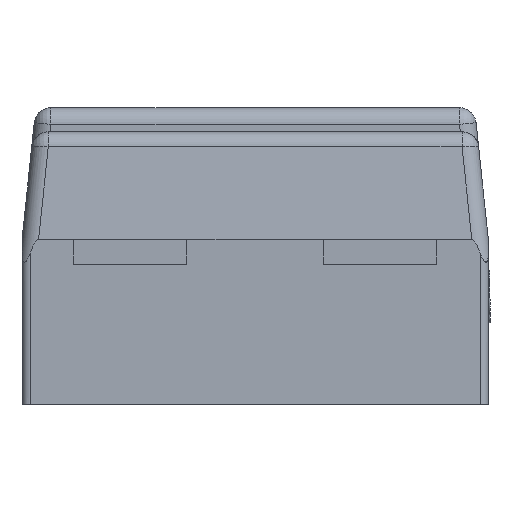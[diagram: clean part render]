
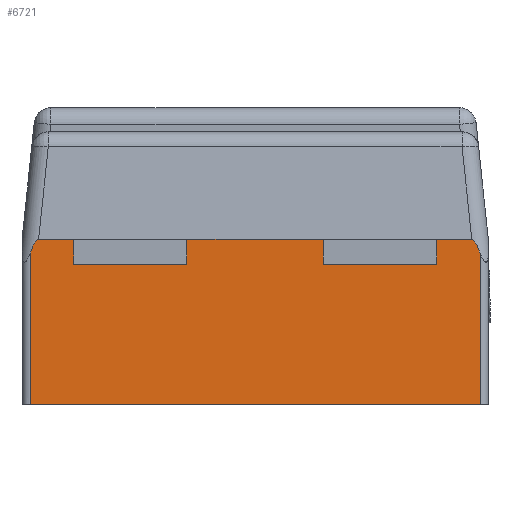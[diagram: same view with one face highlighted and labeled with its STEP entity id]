
A CAD part, left-side view. The second image highlights one B-rep face of the part: STEP entity #6721.
In plain terms, the highlighted planar face has unit normal (-1, 0, 0).
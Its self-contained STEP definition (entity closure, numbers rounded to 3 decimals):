
#145 = VERTEX_POINT ( 'NONE', #2215 ) ;
#147 = LINE ( 'NONE', #306, #752 ) ;
#302 = LINE ( 'NONE', #9882, #10101 ) ;
#306 = CARTESIAN_POINT ( 'NONE',  ( -1.6, -0.405, 0. ) ) ;
#432 = EDGE_CURVE ( 'NONE', #9435, #5370, #5367, .T. ) ;
#536 = DIRECTION ( 'NONE',  ( 0., 0., -1. ) ) ;
#752 = VECTOR ( 'NONE', #1157, 1000. ) ;
#802 = CARTESIAN_POINT ( 'NONE',  ( -1.6, 0.415, -0.15 ) ) ;
#1062 = DIRECTION ( 'NONE',  ( 0., 0., -1. ) ) ;
#1110 = CARTESIAN_POINT ( 'NONE',  ( -1.6, -0.405, 0. ) ) ;
#1157 = DIRECTION ( 'NONE',  ( 0., 0., -1. ) ) ;
#1236 = VERTEX_POINT ( 'NONE', #5761 ) ;
#1348 = VERTEX_POINT ( 'NONE', #11280 ) ;
#1403 = EDGE_CURVE ( 'NONE', #9435, #9192, #15245, .T. ) ;
#1499 = VERTEX_POINT ( 'NONE', #3718 ) ;
#1768 = CARTESIAN_POINT ( 'NONE',  ( -1.6, -1.085, -0.15 ) ) ;
#2089 = CARTESIAN_POINT ( 'NONE',  ( -1.6, 1.355, -0.99 ) ) ;
#2212 = CARTESIAN_POINT ( 'NONE',  ( -1.6, 1.355, -0.083 ) ) ;
#2215 = CARTESIAN_POINT ( 'NONE',  ( -1.6, -1.345, -0.99 ) ) ;
#3194 = CARTESIAN_POINT ( 'NONE',  ( -1.6, -1.31, 0. ) ) ;
#3232 = CARTESIAN_POINT ( 'NONE',  ( -1.6, 1.355, -0.99 ) ) ;
#3286 = VECTOR ( 'NONE', #12465, 1000. ) ;
#3324 = VERTEX_POINT ( 'NONE', #5872 ) ;
#3361 = CARTESIAN_POINT ( 'NONE',  ( -1.6, -1.085, 0. ) ) ;
#3364 = LINE ( 'NONE', #4593, #15270 ) ;
#3511 = EDGE_CURVE ( 'NONE', #5370, #7100, #147, .T. ) ;
#3522 = ORIENTED_EDGE ( 'NONE', *, *, #10624, .T. ) ;
#3718 = CARTESIAN_POINT ( 'NONE',  ( -1.6, -1.085, -0.15 ) ) ;
#4057 = CARTESIAN_POINT ( 'NONE',  ( -1.6, -1.326, -0.028 ) ) ;
#4318 = DIRECTION ( 'NONE',  ( 0., 1., 0. ) ) ;
#4444 = FACE_OUTER_BOUND ( 'NONE', #7900, .T. ) ;
#4593 = CARTESIAN_POINT ( 'NONE',  ( -1.6, -1.345, -0.99 ) ) ;
#4637 = ORIENTED_EDGE ( 'NONE', *, *, #8181, .T. ) ;
#4690 = DIRECTION ( 'NONE',  ( 0., 0., 1. ) ) ;
#5086 = CARTESIAN_POINT ( 'NONE',  ( -1.6, 0.415, 0. ) ) ;
#5153 = VECTOR ( 'NONE', #5687, 1000. ) ;
#5183 = DIRECTION ( 'NONE',  ( 0., -1., 0. ) ) ;
#5329 = CARTESIAN_POINT ( 'NONE',  ( -1.6, 0.005, -0.15 ) ) ;
#5367 = LINE ( 'NONE', #8933, #11321 ) ;
#5370 = VERTEX_POINT ( 'NONE', #1110 ) ;
#5446 = EDGE_CURVE ( 'NONE', #3324, #1348, #9099, .T. ) ;
#5532 = CARTESIAN_POINT ( 'NONE',  ( -1.6, 1.306, 0. ) ) ;
#5634 = LINE ( 'NONE', #3232, #9548 ) ;
#5687 = DIRECTION ( 'NONE',  ( 0., 0., 1. ) ) ;
#5705 = LINE ( 'NONE', #7134, #14839 ) ;
#5761 = CARTESIAN_POINT ( 'NONE',  ( -1.6, 1.095, -0.15 ) ) ;
#5844 = CARTESIAN_POINT ( 'NONE',  ( -1.6, 1.355, -0.99 ) ) ;
#5872 = CARTESIAN_POINT ( 'NONE',  ( -1.6, 1.095, 0. ) ) ;
#5925 = DIRECTION ( 'NONE',  ( 1., 0., 0. ) ) ;
#6002 = EDGE_CURVE ( 'NONE', #14198, #1499, #11361, .T. ) ;
#6013 = CARTESIAN_POINT ( 'NONE',  ( -1.6, -1.345, -0.083 ) ) ;
#6044 = EDGE_CURVE ( 'NONE', #10470, #6665, #13855, .T. ) ;
#6209 = CARTESIAN_POINT ( 'NONE',  ( -1.6, 1.355, 0. ) ) ;
#6315 = ORIENTED_EDGE ( 'NONE', *, *, #11604, .T. ) ;
#6390 = DIRECTION ( 'NONE',  ( 0., -1., 0. ) ) ;
#6556 = VECTOR ( 'NONE', #1062, 1000. ) ;
#6665 = VERTEX_POINT ( 'NONE', #8741 ) ;
#6721 = ADVANCED_FACE ( 'NONE', ( #4444 ), #10143, .F. ) ;
#7100 = VERTEX_POINT ( 'NONE', #13141 ) ;
#7134 = CARTESIAN_POINT ( 'NONE',  ( -1.6, 1.355, -0.99 ) ) ;
#7613 = VERTEX_POINT ( 'NONE', #2089 ) ;
#7900 = EDGE_LOOP ( 'NONE', ( #10068, #3522, #8496, #11810, #11007, #15017, #4637, #9828, #10761, #10705, #13731, #14753, #11698, #6315 ) ) ;
#7940 = CARTESIAN_POINT ( 'NONE',  ( -1.6, -1.296, 0. ) ) ;
#7954 = EDGE_CURVE ( 'NONE', #1236, #9192, #302, .T. ) ;
#8181 = EDGE_CURVE ( 'NONE', #6665, #14198, #8371, .T. ) ;
#8371 = LINE ( 'NONE', #6209, #13348 ) ;
#8404 = DIRECTION ( 'NONE',  ( 0., -1., 0. ) ) ;
#8496 = ORIENTED_EDGE ( 'NONE', *, *, #13178, .F. ) ;
#8592 = EDGE_CURVE ( 'NONE', #145, #7613, #5634, .T. ) ;
#8741 = CARTESIAN_POINT ( 'NONE',  ( -1.6, -1.296, 0. ) ) ;
#8770 = VERTEX_POINT ( 'NONE', #13753 ) ;
#8870 = CARTESIAN_POINT ( 'NONE',  ( -1.6, -1.345, -0.083 ) ) ;
#8933 = CARTESIAN_POINT ( 'NONE',  ( -1.6, 0.415, 0. ) ) ;
#9033 = CARTESIAN_POINT ( 'NONE',  ( -1.6, 1.095, -0.15 ) ) ;
#9099 = LINE ( 'NONE', #11293, #3286 ) ;
#9167 = CARTESIAN_POINT ( 'NONE',  ( -1.6, 1.32, 0. ) ) ;
#9192 = VERTEX_POINT ( 'NONE', #802 ) ;
#9332 = DIRECTION ( 'NONE',  ( 0., 0., 1. ) ) ;
#9435 = VERTEX_POINT ( 'NONE', #5086 ) ;
#9548 = VECTOR ( 'NONE', #4318, 1000. ) ;
#9620 =( BOUNDED_CURVE ( )  B_SPLINE_CURVE ( 3, ( #5532, #9167, #12838, #2212 ),
 .UNSPECIFIED., .F., .T. ) 
 B_SPLINE_CURVE_WITH_KNOTS ( ( 4, 4 ),
 ( 3.153, 3.571 ),
 .UNSPECIFIED. ) 
 CURVE ( )  GEOMETRIC_REPRESENTATION_ITEM ( )  RATIONAL_B_SPLINE_CURVE ( ( 1., 0.985, 0.985, 1. ) ) 
 REPRESENTATION_ITEM ( '' )  );
#9828 = ORIENTED_EDGE ( 'NONE', *, *, #6002, .T. ) ;
#9882 = CARTESIAN_POINT ( 'NONE',  ( -1.6, 0.005, -0.15 ) ) ;
#10068 = ORIENTED_EDGE ( 'NONE', *, *, #5446, .T. ) ;
#10101 = VECTOR ( 'NONE', #13227, 1000. ) ;
#10143 = PLANE ( 'NONE',  #13651 ) ;
#10470 = VERTEX_POINT ( 'NONE', #6013 ) ;
#10624 = EDGE_CURVE ( 'NONE', #1348, #8770, #9620, .T. ) ;
#10705 = ORIENTED_EDGE ( 'NONE', *, *, #3511, .F. ) ;
#10761 = ORIENTED_EDGE ( 'NONE', *, *, #11057, .F. ) ;
#11007 = ORIENTED_EDGE ( 'NONE', *, *, #11639, .T. ) ;
#11057 = EDGE_CURVE ( 'NONE', #7100, #1499, #14697, .T. ) ;
#11280 = CARTESIAN_POINT ( 'NONE',  ( -1.6, 1.306, 0. ) ) ;
#11293 = CARTESIAN_POINT ( 'NONE',  ( -1.6, 1.355, 0. ) ) ;
#11321 = VECTOR ( 'NONE', #6390, 1000. ) ;
#11361 = LINE ( 'NONE', #1768, #12163 ) ;
#11604 = EDGE_CURVE ( 'NONE', #1236, #3324, #12776, .T. ) ;
#11639 = EDGE_CURVE ( 'NONE', #145, #10470, #3364, .T. ) ;
#11655 = CARTESIAN_POINT ( 'NONE',  ( -1.6, 0.415, 0. ) ) ;
#11698 = ORIENTED_EDGE ( 'NONE', *, *, #7954, .F. ) ;
#11810 = ORIENTED_EDGE ( 'NONE', *, *, #8592, .F. ) ;
#12163 = VECTOR ( 'NONE', #536, 1000. ) ;
#12465 = DIRECTION ( 'NONE',  ( 0., 1., 0. ) ) ;
#12586 = VECTOR ( 'NONE', #5183, 1000. ) ;
#12776 = LINE ( 'NONE', #9033, #5153 ) ;
#12838 = CARTESIAN_POINT ( 'NONE',  ( -1.6, 1.336, -0.028 ) ) ;
#13141 = CARTESIAN_POINT ( 'NONE',  ( -1.6, -0.405, -0.15 ) ) ;
#13178 = EDGE_CURVE ( 'NONE', #7613, #8770, #5705, .T. ) ;
#13227 = DIRECTION ( 'NONE',  ( 0., -1., 0. ) ) ;
#13348 = VECTOR ( 'NONE', #13368, 1000. ) ;
#13368 = DIRECTION ( 'NONE',  ( 0., 1., 0. ) ) ;
#13651 = AXIS2_PLACEMENT_3D ( 'NONE', #5844, #5925, #8404 ) ;
#13731 = ORIENTED_EDGE ( 'NONE', *, *, #432, .F. ) ;
#13753 = CARTESIAN_POINT ( 'NONE',  ( -1.6, 1.355, -0.083 ) ) ;
#13855 =( BOUNDED_CURVE ( )  B_SPLINE_CURVE ( 3, ( #8870, #4057, #3194, #7940 ),
 .UNSPECIFIED., .F., .T. ) 
 B_SPLINE_CURVE_WITH_KNOTS ( ( 4, 4 ),
 ( 2.712, 3.131 ),
 .UNSPECIFIED. ) 
 CURVE ( )  GEOMETRIC_REPRESENTATION_ITEM ( )  RATIONAL_B_SPLINE_CURVE ( ( 1., 0.985, 0.985, 1. ) ) 
 REPRESENTATION_ITEM ( '' )  );
#14198 = VERTEX_POINT ( 'NONE', #3361 ) ;
#14697 = LINE ( 'NONE', #5329, #12586 ) ;
#14753 = ORIENTED_EDGE ( 'NONE', *, *, #1403, .T. ) ;
#14839 = VECTOR ( 'NONE', #4690, 1000. ) ;
#15017 = ORIENTED_EDGE ( 'NONE', *, *, #6044, .T. ) ;
#15245 = LINE ( 'NONE', #11655, #6556 ) ;
#15270 = VECTOR ( 'NONE', #9332, 1000. ) ;
